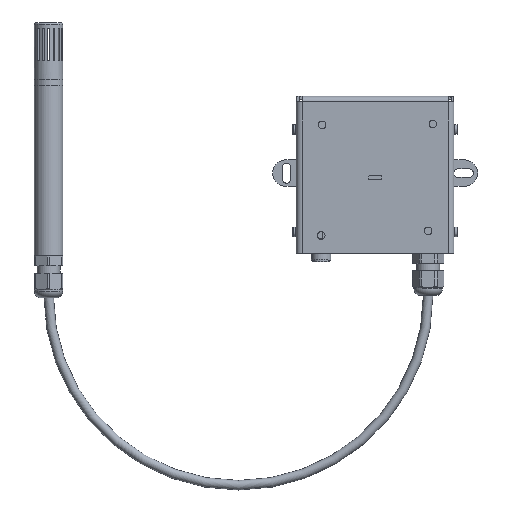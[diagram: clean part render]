
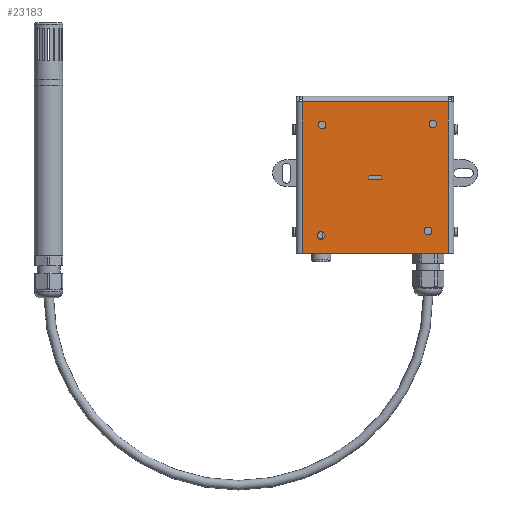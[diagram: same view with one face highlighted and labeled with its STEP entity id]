
A CAD part, top view. The second image highlights one B-rep face of the part: STEP entity #23183.
In plain terms, the highlighted face is planar.
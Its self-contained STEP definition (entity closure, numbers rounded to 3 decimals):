
#1594=FACE_BOUND('',#4125,.T.);
#1595=FACE_BOUND('',#4126,.T.);
#1596=FACE_BOUND('',#4127,.T.);
#1597=FACE_BOUND('',#4128,.T.);
#1598=FACE_BOUND('',#4129,.T.);
#1753=CIRCLE('',#24747,0.5);
#1755=CIRCLE('',#24751,0.5);
#1757=CIRCLE('',#24755,0.5);
#1759=CIRCLE('',#24759,0.5);
#1917=CIRCLE('',#25101,2.);
#1919=CIRCLE('',#25104,2.);
#1921=CIRCLE('',#25107,2.);
#1923=CIRCLE('',#25110,2.);
#2737=FACE_OUTER_BOUND('',#4124,.T.);
#4124=EDGE_LOOP('',(#17275,#17276,#17277,#17278));
#4125=EDGE_LOOP('',(#17279));
#4126=EDGE_LOOP('',(#17280));
#4127=EDGE_LOOP('',(#17281));
#4128=EDGE_LOOP('',(#17282));
#4129=EDGE_LOOP('',(#17283,#17284,#17285,#17286,#17287,#17288,#17289,#17290));
#5336=LINE('',#33707,#7738);
#5342=LINE('',#33722,#7744);
#5346=LINE('',#33734,#7748);
#5349=LINE('',#33743,#7751);
#5764=LINE('',#34908,#8166);
#5777=LINE('',#34939,#8179);
#5785=LINE('',#34962,#8187);
#5790=LINE('',#34978,#8192);
#7738=VECTOR('',#27236,10.);
#7744=VECTOR('',#27250,10.);
#7748=VECTOR('',#27262,10.);
#7751=VECTOR('',#27273,10.);
#8166=VECTOR('',#28400,10.);
#8179=VECTOR('',#28439,10.);
#8187=VECTOR('',#28469,10.);
#8192=VECTOR('',#28494,10.);
#10127=VERTEX_POINT('',#33697);
#10128=VERTEX_POINT('',#33698);
#10131=VERTEX_POINT('',#33706);
#10133=VERTEX_POINT('',#33712);
#10134=VERTEX_POINT('',#33713);
#10137=VERTEX_POINT('',#33724);
#10138=VERTEX_POINT('',#33725);
#10141=VERTEX_POINT('',#33736);
#10516=VERTEX_POINT('',#34853);
#10518=VERTEX_POINT('',#34859);
#10520=VERTEX_POINT('',#34865);
#10522=VERTEX_POINT('',#34871);
#10535=VERTEX_POINT('',#34905);
#10536=VERTEX_POINT('',#34907);
#10541=VERTEX_POINT('',#34937);
#10545=VERTEX_POINT('',#34961);
#12350=EDGE_CURVE('',#10127,#10128,#1753,.T.);
#12354=EDGE_CURVE('',#10131,#10128,#5336,.T.);
#12357=EDGE_CURVE('',#10133,#10134,#1755,.T.);
#12362=EDGE_CURVE('',#10127,#10134,#5342,.T.);
#12363=EDGE_CURVE('',#10137,#10138,#1757,.T.);
#12368=EDGE_CURVE('',#10133,#10138,#5346,.T.);
#12369=EDGE_CURVE('',#10131,#10141,#1759,.T.);
#12373=EDGE_CURVE('',#10137,#10141,#5349,.T.);
#12927=EDGE_CURVE('',#10516,#10516,#1917,.T.);
#12930=EDGE_CURVE('',#10518,#10518,#1919,.T.);
#12933=EDGE_CURVE('',#10520,#10520,#1921,.T.);
#12936=EDGE_CURVE('',#10522,#10522,#1923,.T.);
#12953=EDGE_CURVE('',#10536,#10535,#5764,.T.);
#12970=EDGE_CURVE('',#10535,#10541,#5777,.T.);
#12982=EDGE_CURVE('',#10545,#10536,#5785,.T.);
#12990=EDGE_CURVE('',#10545,#10541,#5790,.T.);
#17275=ORIENTED_EDGE('',*,*,#12953,.T.);
#17276=ORIENTED_EDGE('',*,*,#12970,.T.);
#17277=ORIENTED_EDGE('',*,*,#12990,.F.);
#17278=ORIENTED_EDGE('',*,*,#12982,.T.);
#17279=ORIENTED_EDGE('',*,*,#12927,.T.);
#17280=ORIENTED_EDGE('',*,*,#12930,.T.);
#17281=ORIENTED_EDGE('',*,*,#12933,.T.);
#17282=ORIENTED_EDGE('',*,*,#12936,.T.);
#17283=ORIENTED_EDGE('',*,*,#12368,.T.);
#17284=ORIENTED_EDGE('',*,*,#12363,.F.);
#17285=ORIENTED_EDGE('',*,*,#12373,.T.);
#17286=ORIENTED_EDGE('',*,*,#12369,.F.);
#17287=ORIENTED_EDGE('',*,*,#12354,.T.);
#17288=ORIENTED_EDGE('',*,*,#12350,.F.);
#17289=ORIENTED_EDGE('',*,*,#12362,.T.);
#17290=ORIENTED_EDGE('',*,*,#12357,.F.);
#22237=PLANE('',#25151);
#23183=ADVANCED_FACE('',(#2737,#1594,#1595,#1596,#1597,#1598),#22237,.F.);
#24747=AXIS2_PLACEMENT_3D('',#33699,#27228,#27229);
#24751=AXIS2_PLACEMENT_3D('',#33714,#27241,#27242);
#24755=AXIS2_PLACEMENT_3D('',#33726,#27253,#27254);
#24759=AXIS2_PLACEMENT_3D('',#33737,#27265,#27266);
#25101=AXIS2_PLACEMENT_3D('',#34854,#28349,#28350);
#25104=AXIS2_PLACEMENT_3D('',#34860,#28356,#28357);
#25107=AXIS2_PLACEMENT_3D('',#34866,#28363,#28364);
#25110=AXIS2_PLACEMENT_3D('',#34872,#28370,#28371);
#25151=AXIS2_PLACEMENT_3D('',#34977,#28492,#28493);
#27228=DIRECTION('center_axis',(0.,0.,-1.));
#27229=DIRECTION('ref_axis',(0.707,0.707,0.));
#27236=DIRECTION('',(0.,1.,0.));
#27241=DIRECTION('center_axis',(0.,0.,-1.));
#27242=DIRECTION('ref_axis',(-0.707,0.707,0.));
#27250=DIRECTION('',(-1.,0.,0.));
#27253=DIRECTION('center_axis',(0.,0.,-1.));
#27254=DIRECTION('ref_axis',(-0.707,-0.707,0.));
#27262=DIRECTION('',(0.,-1.,0.));
#27265=DIRECTION('center_axis',(0.,0.,-1.));
#27266=DIRECTION('ref_axis',(0.707,-0.707,0.));
#27273=DIRECTION('',(1.,0.,0.));
#28349=DIRECTION('center_axis',(0.,0.,1.));
#28350=DIRECTION('ref_axis',(1.,0.,0.));
#28356=DIRECTION('center_axis',(0.,0.,1.));
#28357=DIRECTION('ref_axis',(1.,0.,0.));
#28363=DIRECTION('center_axis',(0.,0.,1.));
#28364=DIRECTION('ref_axis',(1.,0.,0.));
#28370=DIRECTION('center_axis',(0.,0.,1.));
#28371=DIRECTION('ref_axis',(1.,0.,0.));
#28400=DIRECTION('',(1.,0.,0.));
#28439=DIRECTION('',(0.,-1.,0.));
#28469=DIRECTION('',(0.,1.,0.));
#28492=DIRECTION('center_axis',(0.,0.,1.));
#28493=DIRECTION('ref_axis',(1.,0.,0.));
#28494=DIRECTION('',(1.,0.,0.));
#33697=CARTESIAN_POINT('',(44.5,41.,0.));
#33698=CARTESIAN_POINT('',(45.,40.5,0.));
#33699=CARTESIAN_POINT('Origin',(44.5,40.5,0.));
#33706=CARTESIAN_POINT('',(45.,39.5,0.));
#33707=CARTESIAN_POINT('',(45.,40.25,0.));
#33712=CARTESIAN_POINT('',(38.,40.5,0.));
#33713=CARTESIAN_POINT('',(38.5,41.,0.));
#33714=CARTESIAN_POINT('Origin',(38.5,40.5,0.));
#33722=CARTESIAN_POINT('',(43.25,41.,0.));
#33724=CARTESIAN_POINT('',(38.5,39.,0.));
#33725=CARTESIAN_POINT('',(38.,39.5,0.));
#33726=CARTESIAN_POINT('Origin',(38.5,39.5,0.));
#33734=CARTESIAN_POINT('',(38.,41.25,0.));
#33736=CARTESIAN_POINT('',(44.5,39.,0.));
#33737=CARTESIAN_POINT('Origin',(44.5,39.5,0.));
#33743=CARTESIAN_POINT('',(39.75,39.,0.));
#34853=CARTESIAN_POINT('',(67.9,9.6,0.));
#34854=CARTESIAN_POINT('Origin',(69.9,9.6,0.));
#34859=CARTESIAN_POINT('',(11.57,12.07,0.));
#34860=CARTESIAN_POINT('Origin',(13.57,12.07,0.));
#34865=CARTESIAN_POINT('',(67.431,67.931,0.));
#34866=CARTESIAN_POINT('Origin',(69.431,67.931,0.));
#34871=CARTESIAN_POINT('',(9.1,68.4,0.));
#34872=CARTESIAN_POINT('Origin',(11.1,68.4,0.));
#34905=CARTESIAN_POINT('',(80.,80.,0.));
#34907=CARTESIAN_POINT('',(3.,80.,0.));
#34908=CARTESIAN_POINT('',(60.75,80.,0.));
#34937=CARTESIAN_POINT('',(80.,0.,0.));
#34939=CARTESIAN_POINT('',(80.,20.75,0.));
#34961=CARTESIAN_POINT('',(3.,0.,0.));
#34962=CARTESIAN_POINT('',(3.,60.75,0.));
#34977=CARTESIAN_POINT('Origin',(41.5,41.5,0.));
#34978=CARTESIAN_POINT('',(0.,0.,0.));
